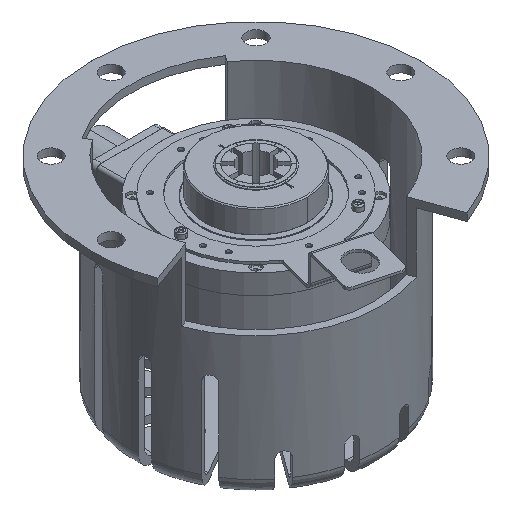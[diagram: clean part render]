
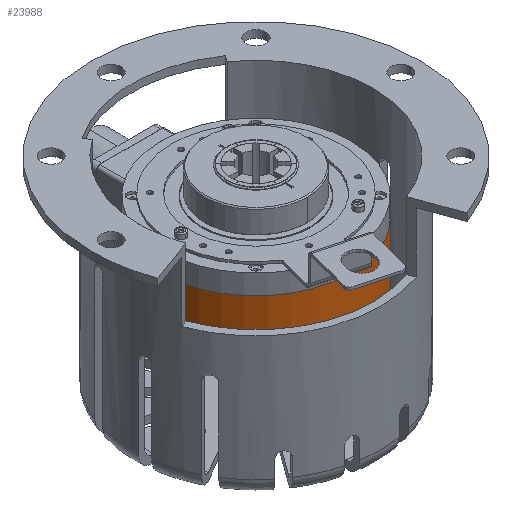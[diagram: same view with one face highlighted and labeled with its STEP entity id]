
A CAD part, isometric view. The second image highlights one B-rep face of the part: STEP entity #23988.
In plain terms, the highlighted cylindrical face has radius 48.26 mm (diameter 96.52 mm), a partial arc.
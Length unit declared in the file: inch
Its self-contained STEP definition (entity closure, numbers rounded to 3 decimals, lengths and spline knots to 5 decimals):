
#614 = CIRCLE ( 'NONE', #20413, 1.9 ) ;
#840 = CARTESIAN_POINT ( 'NONE',  ( 0., 0., -0.395 ) ) ;
#2206 = VECTOR ( 'NONE', #17431, 39.37008 ) ;
#2929 = CARTESIAN_POINT ( 'NONE',  ( -1.9, 0., -1.71 ) ) ;
#3520 = DIRECTION ( 'NONE',  ( 0., 0., 1. ) ) ;
#3799 = CARTESIAN_POINT ( 'NONE',  ( -1.9, 0., -1.77 ) ) ;
#4430 = CARTESIAN_POINT ( 'NONE',  ( 0., 0., -1.71 ) ) ;
#6050 = FACE_OUTER_BOUND ( 'NONE', #24537, .T. ) ;
#7126 = AXIS2_PLACEMENT_3D ( 'NONE', #840, #19051, #23495 ) ;
#7127 = EDGE_CURVE ( 'NONE', #19877, #23040, #26446, .T. ) ;
#8073 = DIRECTION ( 'NONE',  ( -1., 0., 0. ) ) ;
#8838 = CIRCLE ( 'NONE', #7126, 1.9 ) ;
#8937 = LINE ( 'NONE', #23617, #2206 ) ;
#9505 = VERTEX_POINT ( 'NONE', #24533 ) ;
#11470 = ORIENTED_EDGE ( 'NONE', *, *, #21928, .T. ) ;
#14664 = CARTESIAN_POINT ( 'NONE',  ( 1.9, 0., -0.395 ) ) ;
#15101 = AXIS2_PLACEMENT_3D ( 'NONE', #21944, #24390, #20067 ) ;
#17431 = DIRECTION ( 'NONE',  ( 0., 0., 1. ) ) ;
#17809 = VERTEX_POINT ( 'NONE', #14664 ) ;
#18189 = CYLINDRICAL_SURFACE ( 'NONE', #15101, 1.9 ) ;
#19051 = DIRECTION ( 'NONE',  ( 0., 0., -1. ) ) ;
#19712 = EDGE_CURVE ( 'NONE', #19877, #9505, #614, .T. ) ;
#19877 = VERTEX_POINT ( 'NONE', #2929 ) ;
#19986 = ORIENTED_EDGE ( 'NONE', *, *, #7127, .F. ) ;
#20067 = DIRECTION ( 'NONE',  ( -1., 0., 0. ) ) ;
#20413 = AXIS2_PLACEMENT_3D ( 'NONE', #4430, #22496, #8073 ) ;
#21615 = VECTOR ( 'NONE', #3520, 39.37008 ) ;
#21737 = CARTESIAN_POINT ( 'NONE',  ( -1.9, 0., -0.395 ) ) ;
#21928 = EDGE_CURVE ( 'NONE', #17809, #23040, #8838, .T. ) ;
#21944 = CARTESIAN_POINT ( 'NONE',  ( 0., 0., -1.77 ) ) ;
#22496 = DIRECTION ( 'NONE',  ( 0., 0., 1. ) ) ;
#23040 = VERTEX_POINT ( 'NONE', #21737 ) ;
#23402 = ORIENTED_EDGE ( 'NONE', *, *, #19712, .T. ) ;
#23495 = DIRECTION ( 'NONE',  ( -1., 0., 0. ) ) ;
#23617 = CARTESIAN_POINT ( 'NONE',  ( 1.9, 0., -1.77 ) ) ;
#23988 = ADVANCED_FACE ( 'NONE', ( #6050 ), #18189, .T. ) ;
#24390 = DIRECTION ( 'NONE',  ( 0., 0., -1. ) ) ;
#24533 = CARTESIAN_POINT ( 'NONE',  ( 1.9, 0., -1.71 ) ) ;
#24537 = EDGE_LOOP ( 'NONE', ( #19986, #23402, #24672, #11470 ) ) ;
#24672 = ORIENTED_EDGE ( 'NONE', *, *, #24914, .T. ) ;
#24914 = EDGE_CURVE ( 'NONE', #9505, #17809, #8937, .T. ) ;
#26446 = LINE ( 'NONE', #3799, #21615 ) ;
